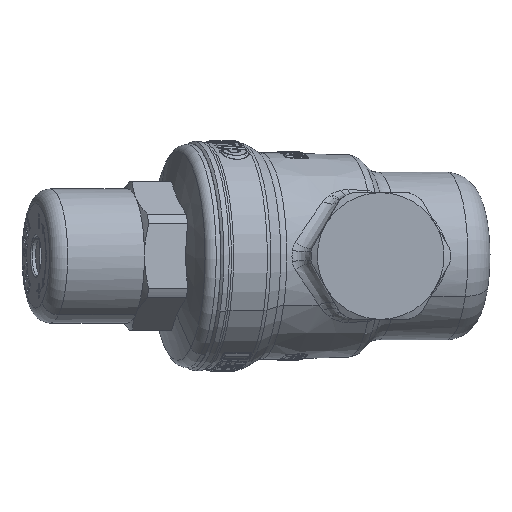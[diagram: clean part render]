
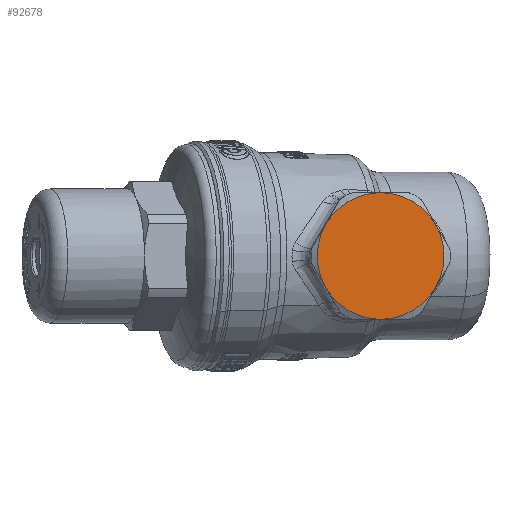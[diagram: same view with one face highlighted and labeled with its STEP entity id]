
A CAD part, left-side view. The second image highlights one B-rep face of the part: STEP entity #92678.
In plain terms, the highlighted planar face has unit normal (-1, 0, 0).
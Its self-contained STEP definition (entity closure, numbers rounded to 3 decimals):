
#81302=CARTESIAN_POINT('Axis2P3D Location',(-33.5,0.,0.)) ;
#81306=CARTESIAN_POINT('Vertex',(-33.5,10.959,-6.517)) ;
#81308=CARTESIAN_POINT('Vertex',(-33.5,0.164,-12.749)) ;
#81366=CARTESIAN_POINT('Control Point',(-33.5,10.959,-6.517)) ;
#81367=CARTESIAN_POINT('Control Point',(-33.5,11.014,-6.422)) ;
#81368=CARTESIAN_POINT('Control Point',(-33.5,11.068,-6.327)) ;
#81369=CARTESIAN_POINT('Control Point',(-33.5,11.123,-6.232)) ;
#81370=CARTESIAN_POINT('Vertex',(-33.5,11.123,-6.232)) ;
#81399=CARTESIAN_POINT('Vertex',(-33.5,11.189,-6.113)) ;
#81402=CARTESIAN_POINT('Axis2P3D Location',(-33.5,0.,0.)) ;
#81406=CARTESIAN_POINT('Vertex',(-33.5,11.123,6.232)) ;
#86313=CARTESIAN_POINT('Control Point',(-33.5,10.959,6.517)) ;
#86314=CARTESIAN_POINT('Control Point',(-33.5,11.014,6.422)) ;
#86315=CARTESIAN_POINT('Control Point',(-33.5,11.068,6.327)) ;
#86316=CARTESIAN_POINT('Control Point',(-33.5,11.123,6.232)) ;
#86317=CARTESIAN_POINT('Vertex',(-33.5,10.959,6.517)) ;
#86371=CARTESIAN_POINT('Axis2P3D Location',(-33.5,0.,0.)) ;
#86375=CARTESIAN_POINT('Vertex',(-33.5,0.164,12.749)) ;
#91632=CARTESIAN_POINT('Vertex',(-33.5,-0.164,-12.749)) ;
#91636=CARTESIAN_POINT('Control Point',(-33.5,-0.164,-12.749)) ;
#91637=CARTESIAN_POINT('Control Point',(-33.5,-0.055,-12.749)) ;
#91638=CARTESIAN_POINT('Control Point',(-33.5,0.055,-12.749)) ;
#91639=CARTESIAN_POINT('Control Point',(-33.5,0.164,-12.749)) ;
#91648=CARTESIAN_POINT('Axis2P3D Location',(-33.5,0.,0.)) ;
#91652=CARTESIAN_POINT('Vertex',(-33.5,-10.959,-6.517)) ;
#92603=CARTESIAN_POINT('Axis2P3D Location',(-33.5,12.75,0.)) ;
#92608=CARTESIAN_POINT('Axis2P3D Location',(-33.5,0.,0.)) ;
#92612=CARTESIAN_POINT('Vertex',(-33.5,-10.959,6.517)) ;
#92614=CARTESIAN_POINT('Vertex',(-33.5,-0.164,12.749)) ;
#92618=CARTESIAN_POINT('Control Point',(-33.5,-0.164,12.749)) ;
#92619=CARTESIAN_POINT('Control Point',(-33.5,-0.099,12.749)) ;
#92620=CARTESIAN_POINT('Control Point',(-33.5,-0.033,12.749)) ;
#92621=CARTESIAN_POINT('Control Point',(-33.5,0.033,12.749)) ;
#92622=CARTESIAN_POINT('Control Point',(-33.5,0.099,12.749)) ;
#92623=CARTESIAN_POINT('Control Point',(-33.5,0.164,12.749)) ;
#92625=CARTESIAN_POINT('Axis2P3D Location',(-33.5,0.,0.)) ;
#92631=CARTESIAN_POINT('Control Point',(-33.5,-10.959,-6.517)) ;
#92632=CARTESIAN_POINT('Control Point',(-33.5,-10.992,-6.46)) ;
#92633=CARTESIAN_POINT('Control Point',(-33.5,-11.024,-6.403)) ;
#92634=CARTESIAN_POINT('Control Point',(-33.5,-11.057,-6.346)) ;
#92635=CARTESIAN_POINT('Control Point',(-33.5,-11.09,-6.289)) ;
#92636=CARTESIAN_POINT('Control Point',(-33.5,-11.123,-6.232)) ;
#92637=CARTESIAN_POINT('Vertex',(-33.5,-11.123,-6.232)) ;
#92640=CARTESIAN_POINT('Axis2P3D Location',(-33.5,0.,0.)) ;
#92644=CARTESIAN_POINT('Vertex',(-33.5,-11.189,6.113)) ;
#92647=CARTESIAN_POINT('Axis2P3D Location',(-33.5,0.,0.)) ;
#92651=CARTESIAN_POINT('Vertex',(-33.5,-11.123,6.232)) ;
#92655=CARTESIAN_POINT('Control Point',(-33.5,-10.959,6.517)) ;
#92656=CARTESIAN_POINT('Control Point',(-33.5,-10.992,6.46)) ;
#92657=CARTESIAN_POINT('Control Point',(-33.5,-11.024,6.403)) ;
#92658=CARTESIAN_POINT('Control Point',(-33.5,-11.057,6.346)) ;
#92659=CARTESIAN_POINT('Control Point',(-33.5,-11.09,6.289)) ;
#92660=CARTESIAN_POINT('Control Point',(-33.5,-11.123,6.232)) ;
#81303=DIRECTION('Axis2P3D Direction',(1.,-0.,0.)) ;
#81403=DIRECTION('Axis2P3D Direction',(1.,-0.,0.)) ;
#86372=DIRECTION('Axis2P3D Direction',(1.,-0.,0.)) ;
#91649=DIRECTION('Axis2P3D Direction',(1.,-0.,0.)) ;
#92604=DIRECTION('Axis2P3D Direction',(-1.,0.,0.)) ;
#92605=DIRECTION('Axis2P3D XDirection',(0.,1.,0.)) ;
#92609=DIRECTION('Axis2P3D Direction',(-1.,0.,0.)) ;
#92626=DIRECTION('Axis2P3D Direction',(-1.,0.,0.)) ;
#92641=DIRECTION('Axis2P3D Direction',(-1.,0.,0.)) ;
#92648=DIRECTION('Axis2P3D Direction',(-1.,0.,0.)) ;
#81304=AXIS2_PLACEMENT_3D('Circle Axis2P3D',#81302,#81303,$) ;
#81404=AXIS2_PLACEMENT_3D('Circle Axis2P3D',#81402,#81403,$) ;
#86373=AXIS2_PLACEMENT_3D('Circle Axis2P3D',#86371,#86372,$) ;
#91650=AXIS2_PLACEMENT_3D('Circle Axis2P3D',#91648,#91649,$) ;
#92606=AXIS2_PLACEMENT_3D('Plane Axis2P3D',#92603,#92604,#92605) ;
#92610=AXIS2_PLACEMENT_3D('Circle Axis2P3D',#92608,#92609,$) ;
#92627=AXIS2_PLACEMENT_3D('Circle Axis2P3D',#92625,#92626,$) ;
#92642=AXIS2_PLACEMENT_3D('Circle Axis2P3D',#92640,#92641,$) ;
#92649=AXIS2_PLACEMENT_3D('Circle Axis2P3D',#92647,#92648,$) ;
#81305=CIRCLE('generated circle',#81304,12.75) ;
#81405=CIRCLE('generated circle',#81404,12.75) ;
#86374=CIRCLE('generated circle',#86373,12.75) ;
#91651=CIRCLE('generated circle',#91650,12.75) ;
#92611=CIRCLE('generated circle',#92610,12.75) ;
#92628=CIRCLE('generated circle',#92627,12.75) ;
#92643=CIRCLE('generated circle',#92642,12.75) ;
#92650=CIRCLE('generated circle',#92649,12.75) ;
#92607=PLANE('',#92606) ;
#81310=EDGE_CURVE('',#81307,#81309,#81305,.F.) ;
#81372=EDGE_CURVE('',#81307,#81371,#81365,.T.) ;
#81408=EDGE_CURVE('',#81407,#81400,#81405,.F.) ;
#86319=EDGE_CURVE('',#86318,#81407,#86312,.T.) ;
#86377=EDGE_CURVE('',#86376,#86318,#86374,.F.) ;
#91640=EDGE_CURVE('',#91633,#81309,#91635,.T.) ;
#91654=EDGE_CURVE('',#91633,#91653,#91651,.F.) ;
#92616=EDGE_CURVE('',#92613,#92615,#92611,.T.) ;
#92624=EDGE_CURVE('',#92615,#86376,#92617,.T.) ;
#92629=EDGE_CURVE('',#81400,#81371,#92628,.T.) ;
#92639=EDGE_CURVE('',#91653,#92638,#92630,.T.) ;
#92646=EDGE_CURVE('',#92638,#92645,#92643,.T.) ;
#92653=EDGE_CURVE('',#92645,#92652,#92650,.T.) ;
#92661=EDGE_CURVE('',#92613,#92652,#92654,.T.) ;
#92663=ORIENTED_EDGE('',*,*,#92616,.T.) ;
#92664=ORIENTED_EDGE('',*,*,#92624,.T.) ;
#92665=ORIENTED_EDGE('',*,*,#86377,.T.) ;
#92666=ORIENTED_EDGE('',*,*,#86319,.T.) ;
#92667=ORIENTED_EDGE('',*,*,#81408,.T.) ;
#92668=ORIENTED_EDGE('',*,*,#92629,.T.) ;
#92669=ORIENTED_EDGE('',*,*,#81372,.F.) ;
#92670=ORIENTED_EDGE('',*,*,#81310,.T.) ;
#92671=ORIENTED_EDGE('',*,*,#91640,.F.) ;
#92672=ORIENTED_EDGE('',*,*,#91654,.T.) ;
#92673=ORIENTED_EDGE('',*,*,#92639,.T.) ;
#92674=ORIENTED_EDGE('',*,*,#92646,.T.) ;
#92675=ORIENTED_EDGE('',*,*,#92653,.T.) ;
#92676=ORIENTED_EDGE('',*,*,#92661,.F.) ;
#92662=EDGE_LOOP('',(#92663,#92664,#92665,#92666,#92667,#92668,#92669,#92670,#92671,#92672,#92673,#92674,#92675,#92676)) ;
#81307=VERTEX_POINT('',#81306) ;
#81309=VERTEX_POINT('',#81308) ;
#81371=VERTEX_POINT('',#81370) ;
#81400=VERTEX_POINT('',#81399) ;
#81407=VERTEX_POINT('',#81406) ;
#86318=VERTEX_POINT('',#86317) ;
#86376=VERTEX_POINT('',#86375) ;
#91633=VERTEX_POINT('',#91632) ;
#91653=VERTEX_POINT('',#91652) ;
#92613=VERTEX_POINT('',#92612) ;
#92615=VERTEX_POINT('',#92614) ;
#92638=VERTEX_POINT('',#92637) ;
#92645=VERTEX_POINT('',#92644) ;
#92652=VERTEX_POINT('',#92651) ;
#92678=ADVANCED_FACE('PartBody',(#92677),#92607,.T.) ;
#81365=B_SPLINE_CURVE_WITH_KNOTS('',3,(#81366,#81367,#81368,#81369),.UNSPECIFIED.,.F.,.U.,(4,4),(44.356,47.317),.UNSPECIFIED.) ;
#86312=B_SPLINE_CURVE_WITH_KNOTS('',3,(#86313,#86314,#86315,#86316),.UNSPECIFIED.,.F.,.U.,(4,4),(44.318,47.275),.UNSPECIFIED.) ;
#91635=B_SPLINE_CURVE_WITH_KNOTS('',3,(#91636,#91637,#91638,#91639),.UNSPECIFIED.,.F.,.U.,(4,4),(44.33,47.289),.UNSPECIFIED.) ;
#92617=B_SPLINE_CURVE_WITH_KNOTS('',5,(#92618,#92619,#92620,#92621,#92622,#92623),.UNSPECIFIED.,.F.,.U.,(6,6),(44.33,47.289),.UNSPECIFIED.) ;
#92630=B_SPLINE_CURVE_WITH_KNOTS('',5,(#92631,#92632,#92633,#92634,#92635,#92636),.UNSPECIFIED.,.F.,.U.,(6,6),(44.332,47.291),.UNSPECIFIED.) ;
#92654=B_SPLINE_CURVE_WITH_KNOTS('',5,(#92655,#92656,#92657,#92658,#92659,#92660),.UNSPECIFIED.,.F.,.U.,(6,6),(44.356,47.317),.UNSPECIFIED.) ;
#92677=FACE_OUTER_BOUND('',#92662,.T.) ;
